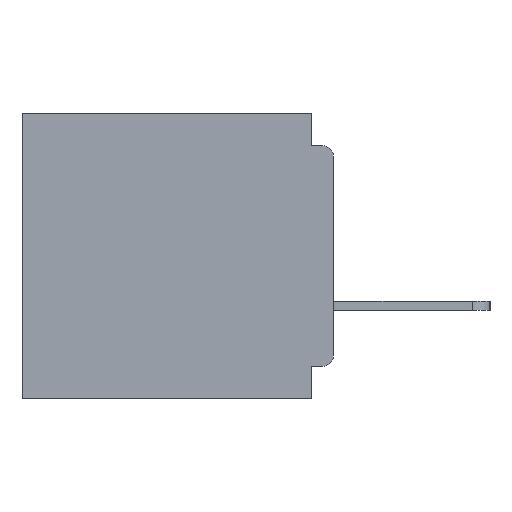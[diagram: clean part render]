
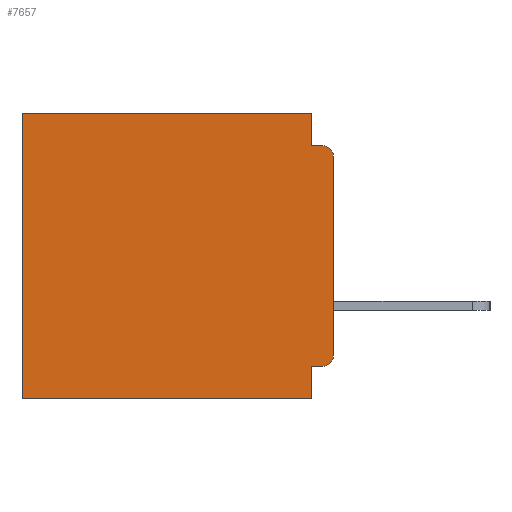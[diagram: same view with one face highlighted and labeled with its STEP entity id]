
A CAD part, left-side view. The second image highlights one B-rep face of the part: STEP entity #7657.
In plain terms, the highlighted planar face has unit normal (-1, 0, 0).
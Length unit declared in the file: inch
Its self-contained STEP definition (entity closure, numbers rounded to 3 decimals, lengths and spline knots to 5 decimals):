
#449 = EDGE_CURVE ( 'NONE', #1845, #31520, #25150, .T. ) ;
#1326 = CARTESIAN_POINT ( 'NONE',  ( 0.3, 0.015, -0.045 ) ) ;
#1415 = DIRECTION ( 'NONE',  ( 0., 1., 0. ) ) ;
#1775 = CARTESIAN_POINT ( 'NONE',  ( 0.3, 0.437, -0.4 ) ) ;
#1845 = VERTEX_POINT ( 'NONE', #33917 ) ;
#1875 = AXIS2_PLACEMENT_3D ( 'NONE', #6508, #14999, #34763 ) ;
#2312 = CARTESIAN_POINT ( 'NONE',  ( 0.3, 0.437, 0. ) ) ;
#2530 = CIRCLE ( 'NONE', #31085, 0.015 ) ;
#2901 = LINE ( 'NONE', #30913, #32061 ) ;
#3194 = CARTESIAN_POINT ( 'NONE',  ( 0.3, 0.031, -0.045 ) ) ;
#3839 = VERTEX_POINT ( 'NONE', #28521 ) ;
#4883 = DIRECTION ( 'NONE',  ( -1., 0., 0. ) ) ;
#5374 = VECTOR ( 'NONE', #31865, 39.37008 ) ;
#6113 = VERTEX_POINT ( 'NONE', #6395 ) ;
#6395 = CARTESIAN_POINT ( 'NONE',  ( 0.3, 0.437, -0.4 ) ) ;
#6508 = CARTESIAN_POINT ( 'NONE',  ( 0.3, 0., -0.4 ) ) ;
#6900 = VERTEX_POINT ( 'NONE', #3194 ) ;
#7088 = VECTOR ( 'NONE', #27737, 39.37008 ) ;
#7145 = LINE ( 'NONE', #14954, #5374 ) ;
#7657 = ADVANCED_FACE ( 'NONE', ( #29616 ), #26312, .F. ) ;
#8360 = LINE ( 'NONE', #28172, #14988 ) ;
#8534 = CIRCLE ( 'NONE', #9992, 0.015 ) ;
#9373 = CARTESIAN_POINT ( 'NONE',  ( 0.3, 0.015, -0.34 ) ) ;
#9880 = ORIENTED_EDGE ( 'NONE', *, *, #22133, .T. ) ;
#9992 = AXIS2_PLACEMENT_3D ( 'NONE', #21795, #4883, #24681 ) ;
#12222 = DIRECTION ( 'NONE',  ( 0., 0., -1. ) ) ;
#13174 = VECTOR ( 'NONE', #25979, 39.37008 ) ;
#13682 = ORIENTED_EDGE ( 'NONE', *, *, #29635, .F. ) ;
#13820 = VECTOR ( 'NONE', #26416, 39.37008 ) ;
#14771 = ORIENTED_EDGE ( 'NONE', *, *, #31137, .F. ) ;
#14954 = CARTESIAN_POINT ( 'NONE',  ( 0.3, 0., -0.4 ) ) ;
#14988 = VECTOR ( 'NONE', #30946, 39.37008 ) ;
#14999 = DIRECTION ( 'NONE',  ( 1., 0., 0. ) ) ;
#15415 = CARTESIAN_POINT ( 'NONE',  ( 0.3, 0.031, -0.355 ) ) ;
#16522 = ORIENTED_EDGE ( 'NONE', *, *, #31829, .F. ) ;
#17099 = EDGE_LOOP ( 'NONE', ( #13682, #26614, #14771, #16522, #31578, #9880, #33311, #19191, #20977, #35970 ) ) ;
#17603 = VECTOR ( 'NONE', #1415, 39.37008 ) ;
#19191 = ORIENTED_EDGE ( 'NONE', *, *, #35754, .F. ) ;
#20047 = EDGE_CURVE ( 'NONE', #24984, #34356, #8534, .T. ) ;
#20201 = LINE ( 'NONE', #1775, #34342 ) ;
#20423 = CARTESIAN_POINT ( 'NONE',  ( 0.3, 0.031, -0.4 ) ) ;
#20977 = ORIENTED_EDGE ( 'NONE', *, *, #449, .F. ) ;
#21795 = CARTESIAN_POINT ( 'NONE',  ( 0.3, 0.015, -0.06 ) ) ;
#22133 = EDGE_CURVE ( 'NONE', #34992, #6113, #20201, .T. ) ;
#22858 = EDGE_CURVE ( 'NONE', #23476, #34992, #2901, .T. ) ;
#23476 = VERTEX_POINT ( 'NONE', #30992 ) ;
#23524 = CARTESIAN_POINT ( 'NONE',  ( 0.3, 0., -0.4 ) ) ;
#24058 = EDGE_CURVE ( 'NONE', #25844, #6113, #28943, .T. ) ;
#24681 = DIRECTION ( 'NONE',  ( 0., 0., -1. ) ) ;
#24874 = CARTESIAN_POINT ( 'NONE',  ( 0.3, 0., -0.045 ) ) ;
#24984 = VERTEX_POINT ( 'NONE', #30365 ) ;
#25150 = LINE ( 'NONE', #32648, #17603 ) ;
#25844 = VERTEX_POINT ( 'NONE', #20423 ) ;
#25979 = DIRECTION ( 'NONE',  ( 0., 0., -1. ) ) ;
#26312 = PLANE ( 'NONE',  #1875 ) ;
#26416 = DIRECTION ( 'NONE',  ( 0., 1., 0. ) ) ;
#26614 = ORIENTED_EDGE ( 'NONE', *, *, #20047, .T. ) ;
#27317 = DIRECTION ( 'NONE',  ( 0., 0., -1. ) ) ;
#27737 = DIRECTION ( 'NONE',  ( 0., -1., 0. ) ) ;
#28172 = CARTESIAN_POINT ( 'NONE',  ( 0.3, 0.031, -0.4 ) ) ;
#28521 = CARTESIAN_POINT ( 'NONE',  ( 0.3, 0., -0.34 ) ) ;
#28943 = LINE ( 'NONE', #23524, #13820 ) ;
#29168 = LINE ( 'NONE', #31468, #13174 ) ;
#29212 = DIRECTION ( 'NONE',  ( -1., 0., 0. ) ) ;
#29616 = FACE_OUTER_BOUND ( 'NONE', #17099, .T. ) ;
#29635 = EDGE_CURVE ( 'NONE', #24984, #3839, #7145, .T. ) ;
#30365 = CARTESIAN_POINT ( 'NONE',  ( 0.3, 0., -0.06 ) ) ;
#30503 = LINE ( 'NONE', #24874, #7088 ) ;
#30913 = CARTESIAN_POINT ( 'NONE',  ( 0.3, 0., 0. ) ) ;
#30946 = DIRECTION ( 'NONE',  ( 0., 0., -1. ) ) ;
#30992 = CARTESIAN_POINT ( 'NONE',  ( 0.3, 0.031, 0. ) ) ;
#31085 = AXIS2_PLACEMENT_3D ( 'NONE', #9373, #29212, #12222 ) ;
#31137 = EDGE_CURVE ( 'NONE', #6900, #34356, #30503, .T. ) ;
#31468 = CARTESIAN_POINT ( 'NONE',  ( 0.3, 0.031, 0. ) ) ;
#31520 = VERTEX_POINT ( 'NONE', #15415 ) ;
#31578 = ORIENTED_EDGE ( 'NONE', *, *, #22858, .T. ) ;
#31829 = EDGE_CURVE ( 'NONE', #23476, #6900, #29168, .T. ) ;
#31865 = DIRECTION ( 'NONE',  ( 0., 0., -1. ) ) ;
#32061 = VECTOR ( 'NONE', #33611, 39.37008 ) ;
#32648 = CARTESIAN_POINT ( 'NONE',  ( 0.3, 0., -0.355 ) ) ;
#33311 = ORIENTED_EDGE ( 'NONE', *, *, #24058, .F. ) ;
#33611 = DIRECTION ( 'NONE',  ( 0., 1., 0. ) ) ;
#33917 = CARTESIAN_POINT ( 'NONE',  ( 0.3, 0.015, -0.355 ) ) ;
#34342 = VECTOR ( 'NONE', #27317, 39.37008 ) ;
#34356 = VERTEX_POINT ( 'NONE', #1326 ) ;
#34763 = DIRECTION ( 'NONE',  ( 0., 0., -1. ) ) ;
#34992 = VERTEX_POINT ( 'NONE', #2312 ) ;
#35754 = EDGE_CURVE ( 'NONE', #31520, #25844, #8360, .T. ) ;
#35970 = ORIENTED_EDGE ( 'NONE', *, *, #36572, .T. ) ;
#36572 = EDGE_CURVE ( 'NONE', #1845, #3839, #2530, .T. ) ;
